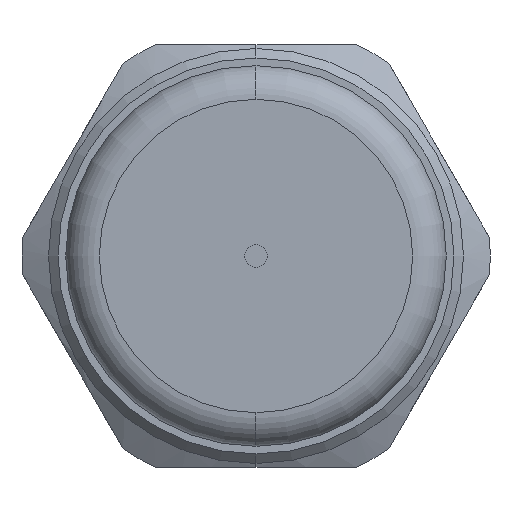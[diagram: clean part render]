
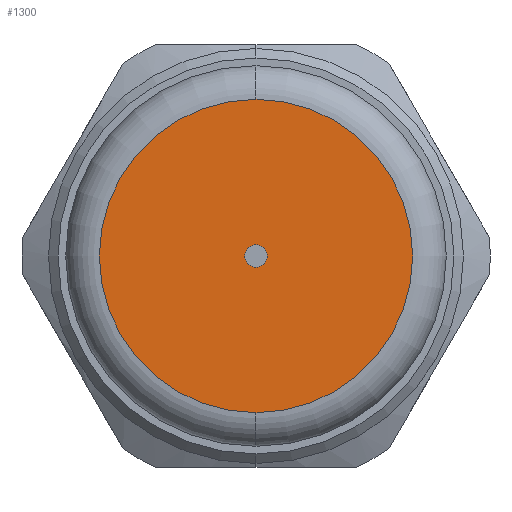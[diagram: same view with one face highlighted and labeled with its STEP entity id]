
A CAD part, left-side view. The second image highlights one B-rep face of the part: STEP entity #1300.
In plain terms, the highlighted planar face has unit normal (-1, 0, 0).
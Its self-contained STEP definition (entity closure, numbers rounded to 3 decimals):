
#142 = VERTEX_POINT ( 'NONE', #2866 ) ;
#244 = EDGE_LOOP ( 'NONE', ( #4598, #939 ) ) ;
#550 = EDGE_CURVE ( 'NONE', #3491, #142, #5307, .T. ) ;
#557 = DIRECTION ( 'NONE',  ( 0., 0., -1. ) ) ;
#618 = ORIENTED_EDGE ( 'NONE', *, *, #1403, .T. ) ;
#630 = DIRECTION ( 'NONE',  ( 1., 0., 0. ) ) ;
#939 = ORIENTED_EDGE ( 'NONE', *, *, #550, .F. ) ;
#1123 = CIRCLE ( 'NONE', #2101, 8.23 ) ;
#1226 = ORIENTED_EDGE ( 'NONE', *, *, #3175, .T. ) ;
#1300 = ADVANCED_FACE ( 'NONE', ( #2833, #4832 ), #1857, .T. ) ;
#1403 = EDGE_CURVE ( 'NONE', #4588, #1667, #5511, .T. ) ;
#1409 = DIRECTION ( 'NONE',  ( 0., 0., 1. ) ) ;
#1429 = DIRECTION ( 'NONE',  ( -1., 0., 0. ) ) ;
#1667 = VERTEX_POINT ( 'NONE', #2906 ) ;
#1857 = PLANE ( 'NONE',  #5476 ) ;
#1998 = DIRECTION ( 'NONE',  ( 1., 0., 0. ) ) ;
#2101 = AXIS2_PLACEMENT_3D ( 'NONE', #4150, #2877, #5490 ) ;
#2136 = AXIS2_PLACEMENT_3D ( 'NONE', #2812, #1998, #4996 ) ;
#2569 = AXIS2_PLACEMENT_3D ( 'NONE', #3953, #2716, #557 ) ;
#2623 = EDGE_CURVE ( 'NONE', #142, #3491, #1123, .T. ) ;
#2707 = CARTESIAN_POINT ( 'NONE',  ( -41.35, 0., 0.6 ) ) ;
#2716 = DIRECTION ( 'NONE',  ( 1., 0., 0. ) ) ;
#2791 = CARTESIAN_POINT ( 'NONE',  ( -41.35, 0., 0. ) ) ;
#2812 = CARTESIAN_POINT ( 'NONE',  ( -41.35, 0., 0. ) ) ;
#2833 = FACE_BOUND ( 'NONE', #3206, .T. ) ;
#2866 = CARTESIAN_POINT ( 'NONE',  ( -41.35, 0., -8.23 ) ) ;
#2877 = DIRECTION ( 'NONE',  ( 1., 0., 0. ) ) ;
#2906 = CARTESIAN_POINT ( 'NONE',  ( -41.35, 0., -0.6 ) ) ;
#3175 = EDGE_CURVE ( 'NONE', #1667, #4588, #4260, .T. ) ;
#3206 = EDGE_LOOP ( 'NONE', ( #1226, #618 ) ) ;
#3228 = AXIS2_PLACEMENT_3D ( 'NONE', #2791, #630, #4016 ) ;
#3491 = VERTEX_POINT ( 'NONE', #3539 ) ;
#3539 = CARTESIAN_POINT ( 'NONE',  ( -41.35, 0., 8.23 ) ) ;
#3953 = CARTESIAN_POINT ( 'NONE',  ( -41.35, 0., 0. ) ) ;
#4016 = DIRECTION ( 'NONE',  ( 0., 0., -1. ) ) ;
#4035 = CARTESIAN_POINT ( 'NONE',  ( -41.35, 0., -0.6 ) ) ;
#4150 = CARTESIAN_POINT ( 'NONE',  ( -41.35, 0., 0. ) ) ;
#4260 = CIRCLE ( 'NONE', #3228, 0.6 ) ;
#4588 = VERTEX_POINT ( 'NONE', #2707 ) ;
#4598 = ORIENTED_EDGE ( 'NONE', *, *, #2623, .F. ) ;
#4832 = FACE_OUTER_BOUND ( 'NONE', #244, .T. ) ;
#4996 = DIRECTION ( 'NONE',  ( 0., 0., -1. ) ) ;
#5307 = CIRCLE ( 'NONE', #2569, 8.23 ) ;
#5476 = AXIS2_PLACEMENT_3D ( 'NONE', #4035, #1429, #1409 ) ;
#5490 = DIRECTION ( 'NONE',  ( 0., 0., -1. ) ) ;
#5511 = CIRCLE ( 'NONE', #2136, 0.6 ) ;
